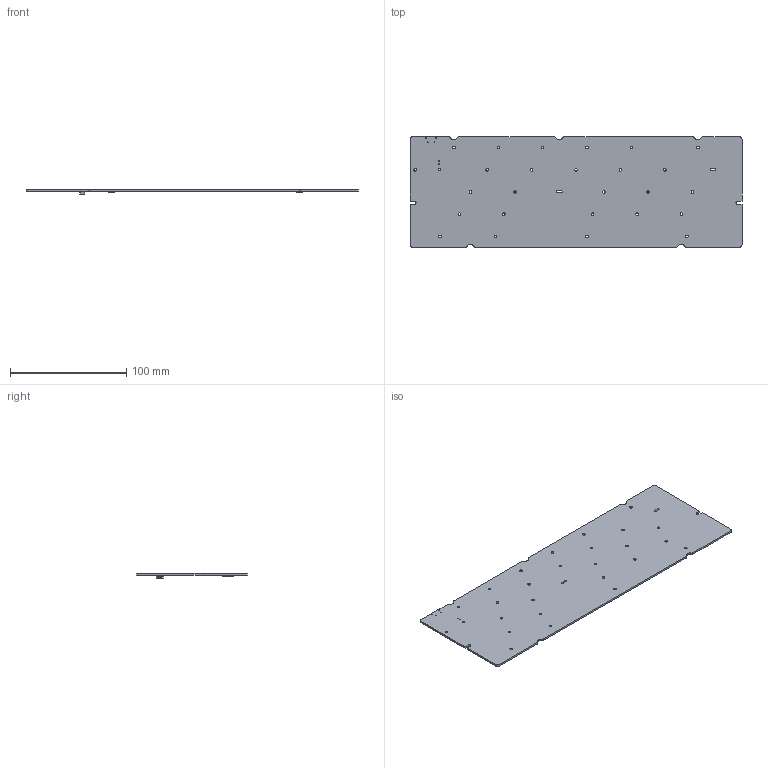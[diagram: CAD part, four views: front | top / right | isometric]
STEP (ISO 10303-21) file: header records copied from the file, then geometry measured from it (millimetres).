
FILE_DESCRIPTION(/* description */ (''),/* implementation_level */ '2;1');
FILE_NAME(/* name */ 'EC60_PCB_Kihon.step',/* time_stamp */ '2022-08-24T18:55:38+02:00',/* author */ (''),/* organization */ (''),/* preprocessor_version */ 'ST-DEVELOPER v19',/* originating_system */ 'Autodesk Translation Framework v11.7.0.108',/* authorisation */ '');
FILE_SCHEMA (('AUTOMOTIVE_DESIGN { 1 0 10303 214 3 1 1 }'));
Length unit declared in the file: millimetre
Products named in the file (6): EC60_PCB; JST_SM04B-SRSS-TB(LF)(SN); COMPOUND; SSOP-16_4.4x5.2mm_P0.65mm; SOLID (1); EC60 PCB
Assembly tree (6 placements, depth 3):
  EC60_PCB
    JST_SM04B-SRSS-TB(LF)(SN)
      COMPOUND
    SSOP-16_4.4x5.2mm_P0.65mm  x2
      SOLID (1)
    EC60 PCB
Bounding box: 285 x 94.6 x 4.6 mm (x, y, z)
Volume: 42621.4 mm3; surface area: 55458.9 mm2
Topology: 10 solids, 10 shells, 867 faces, 2358 edges, 1510 vertices
Faces by surface type: plane 636, cylinder 231
Full cylindrical faces by diameter (mm): 0.5 x2, 0.65 x2, 1 x2, 2.2 x27
Entity records: 19222 total; most frequent: CARTESIAN_POINT 3282, ORIENTED_EDGE 3254, DIRECTION 3165, EDGE_CURVE 1627, LINE 1295, VECTOR 1295, VERTEX_POINT 1052, AXIS2_PLACEMENT_3D 935
